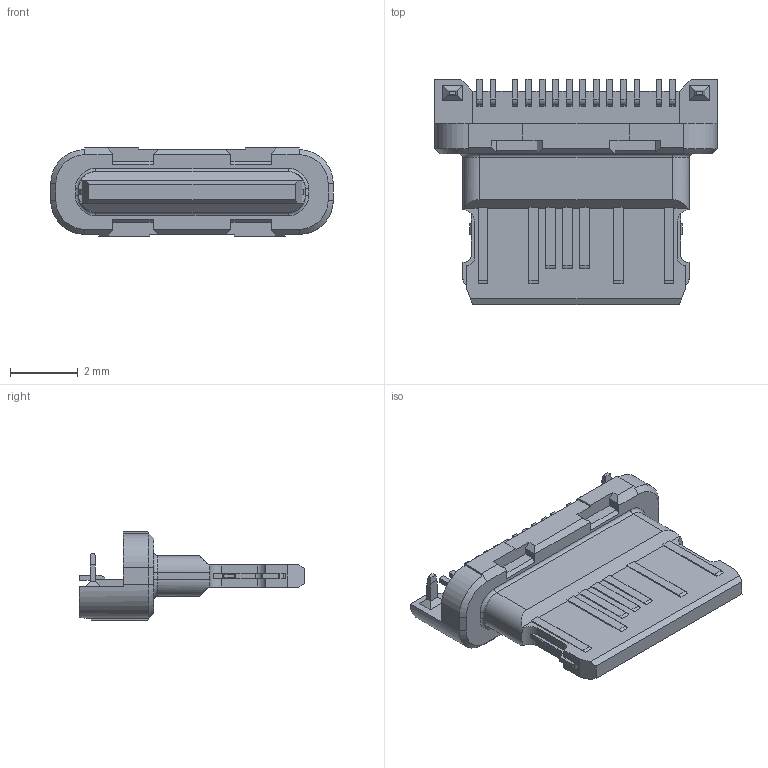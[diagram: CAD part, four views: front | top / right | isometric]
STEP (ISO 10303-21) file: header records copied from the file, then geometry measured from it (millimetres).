
FILE_DESCRIPTION((''),'2;1');
FILE_NAME('PRT0001','2024-01-09T11:43:16',('Administrator'),(''),'CREO PARAMETRIC BY PTC INC, 2020154','CREO PARAMETRIC BY PTC INC, 2020154','');
FILE_SCHEMA(('AUTOMOTIVE_DESIGN { 1 0 10303 214 1 1 1 1 }'));
Length unit declared in the file: millimetre
Products named in the file (1): PRT0001
Bounding box: 8.34 x 6.65 x 2.6 mm (x, y, z)
Volume: 50 mm3; surface area: 145.6 mm2
Topology: 1 solids, 1 shells, 333 faces, 950 edges, 622 vertices
Faces by surface type: plane 269, cylinder 56, torus 4, cone 4
Entity records: 13102 total; most frequent: CARTESIAN_POINT 1971, ORIENTED_EDGE 1900, DIRECTION 1720, EDGE_CURVE 950, VECTOR 810, LINE 810, VERTEX_POINT 622, AXIS2_PLACEMENT_3D 455
